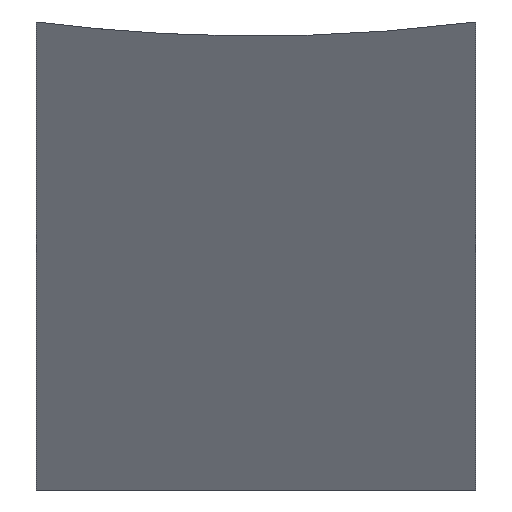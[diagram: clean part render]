
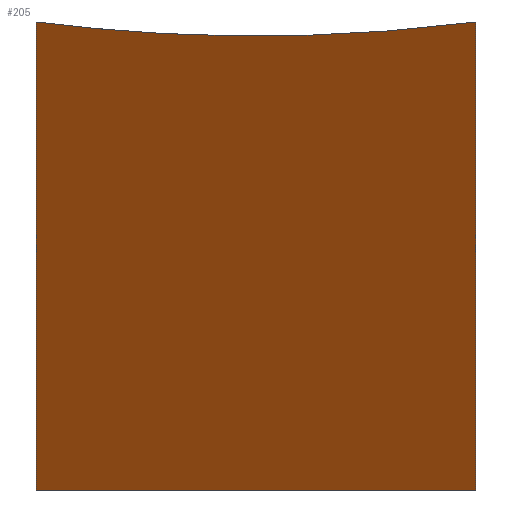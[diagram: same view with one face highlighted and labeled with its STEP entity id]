
A CAD part, top view. The second image highlights one B-rep face of the part: STEP entity #205.
In plain terms, the highlighted planar face has unit normal (0, -0.967, 0.256).
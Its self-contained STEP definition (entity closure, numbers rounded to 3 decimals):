
#19=ELLIPSE('',#229,449.583,115.);
#28=FACE_OUTER_BOUND('',#39,.T.);
#39=EDGE_LOOP('',(#174,#175,#176,#177));
#59=LINE('',#338,#82);
#61=LINE('',#342,#84);
#64=LINE('',#346,#87);
#82=VECTOR('',#278,10.);
#84=VECTOR('',#282,10.);
#87=VECTOR('',#287,10.);
#99=VERTEX_POINT('',#325);
#101=VERTEX_POINT('',#328);
#104=VERTEX_POINT('',#337);
#105=VERTEX_POINT('',#341);
#122=EDGE_CURVE('',#101,#99,#19,.T.);
#127=EDGE_CURVE('',#101,#104,#59,.T.);
#129=EDGE_CURVE('',#105,#104,#61,.T.);
#132=EDGE_CURVE('',#105,#99,#64,.T.);
#174=ORIENTED_EDGE('',*,*,#122,.T.);
#175=ORIENTED_EDGE('',*,*,#132,.F.);
#176=ORIENTED_EDGE('',*,*,#129,.T.);
#177=ORIENTED_EDGE('',*,*,#127,.F.);
#194=PLANE('',#234);
#205=ADVANCED_FACE('',(#28),#194,.T.);
#229=AXIS2_PLACEMENT_3D('',#329,#268,#269);
#234=AXIS2_PLACEMENT_3D('',#345,#285,#286);
#268=DIRECTION('center_axis',(0.,0.967,-0.256));
#269=DIRECTION('ref_axis',(0.,-0.256,-0.967));
#278=DIRECTION('',(0.,-0.256,-0.967));
#282=DIRECTION('',(1.,0.,0.));
#285=DIRECTION('center_axis',(0.,-0.967,0.256));
#286=DIRECTION('ref_axis',(0.,-0.256,-0.967));
#287=DIRECTION('',(0.,0.256,0.967));
#325=CARTESIAN_POINT('',(-14.5,-114.082,118.41));
#328=CARTESIAN_POINT('',(14.5,-114.082,118.41));
#329=CARTESIAN_POINT('Origin',(0.,0.,549.567));
#337=CARTESIAN_POINT('',(14.5,-144.751,2.5));
#338=CARTESIAN_POINT('',(14.5,-144.751,2.5));
#341=CARTESIAN_POINT('',(-14.5,-144.751,2.5));
#342=CARTESIAN_POINT('',(0.,-144.751,2.5));
#345=CARTESIAN_POINT('Origin',(0.,-113.,122.5));
#346=CARTESIAN_POINT('',(-14.5,-144.751,2.5));
